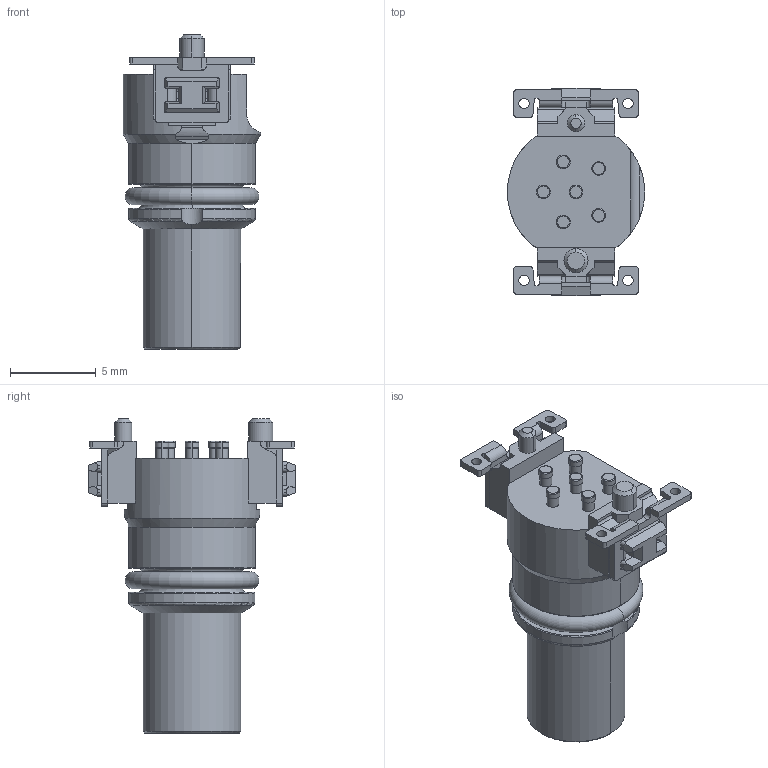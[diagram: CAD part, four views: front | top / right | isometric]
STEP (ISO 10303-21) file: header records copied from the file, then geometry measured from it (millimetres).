
FILE_DESCRIPTION((''),'2;1');
FILE_NAME('1412230','2014-10-10T',('ascheerer'),(''),'PRO/ENGINEER BY PARAMETRIC TECHNOLOGY CORPORATION, 2013230','PRO/ENGINEER BY PARAMETRIC TECHNOLOGY CORPORATION, 2013230','');
FILE_SCHEMA(('AUTOMOTIVE_DESIGN { 1 0 10303 214 1 1 1 1 }'));
Length unit declared in the file: millimetre
Products named in the file (1): 1412230
Bounding box: 8 x 12.1 x 18.3 mm (x, y, z)
Volume: 617.3 mm3; surface area: 776.2 mm2
Topology: 1 solids, 1 shells, 485 faces, 1245 edges, 780 vertices
Faces by surface type: plane 259, cylinder 169, cone 35, torus 22
Entity records: 14966 total; most frequent: CARTESIAN_POINT 2845, DIRECTION 2542, ORIENTED_EDGE 2490, EDGE_CURVE 1245, AXIS2_PLACEMENT_3D 875, VECTOR 792, LINE 792, VERTEX_POINT 780
